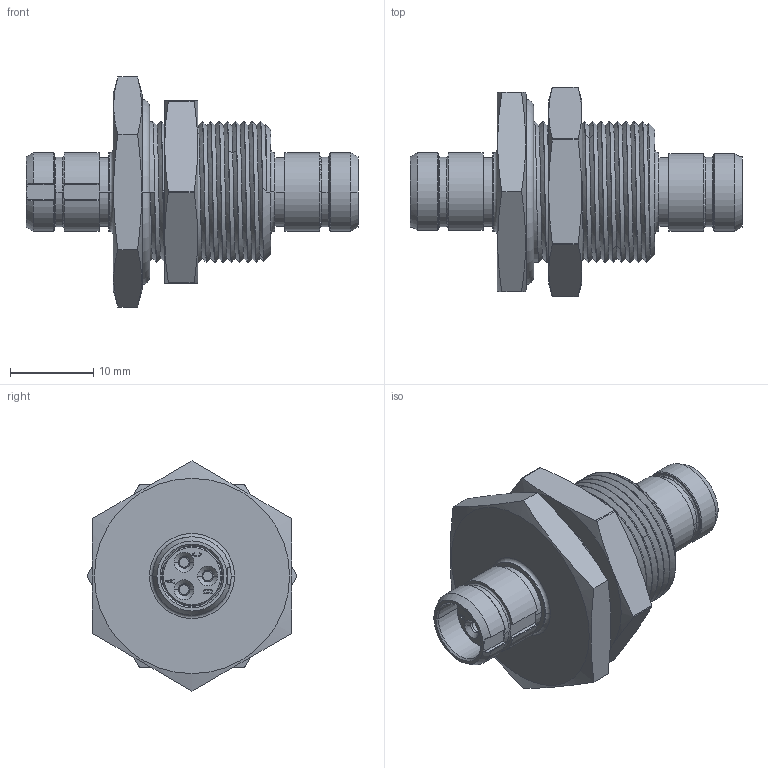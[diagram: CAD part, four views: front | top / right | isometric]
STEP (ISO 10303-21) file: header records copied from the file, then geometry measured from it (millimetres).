
FILE_DESCRIPTION((''),'2;1');
FILE_NAME('1332EE003','2021-11-09T13:12:12',('cgregory'),('NET AG system integration'),'CREO PARAMETRIC BY PTC INC, 2019292','CREO PARAMETRIC BY PTC INC, 2019292','');
FILE_SCHEMA(('AUTOMOTIVE_DESIGN { 1 0 10303 214 1 1 1 1 }'));
Length unit declared in the file: millimetre
Products named in the file (1): 1332EE003
Bounding box: 40 x 25.3 x 27.71 mm (x, y, z)
Volume: 6617.1 mm3; surface area: 5215 mm2
Topology: 2 solids, 2 shells, 512 faces, 1327 edges, 860 vertices
Faces by surface type: plane 304, cylinder 90, cone 52, torus 42, bspline 24
Entity records: 26247 total; most frequent: CARTESIAN_POINT 10640, ORIENTED_EDGE 2654, DIRECTION 2489, EDGE_CURVE 1327, VERTEX_POINT 860, AXIS2_PLACEMENT_3D 837, VECTOR 812, LINE 812
